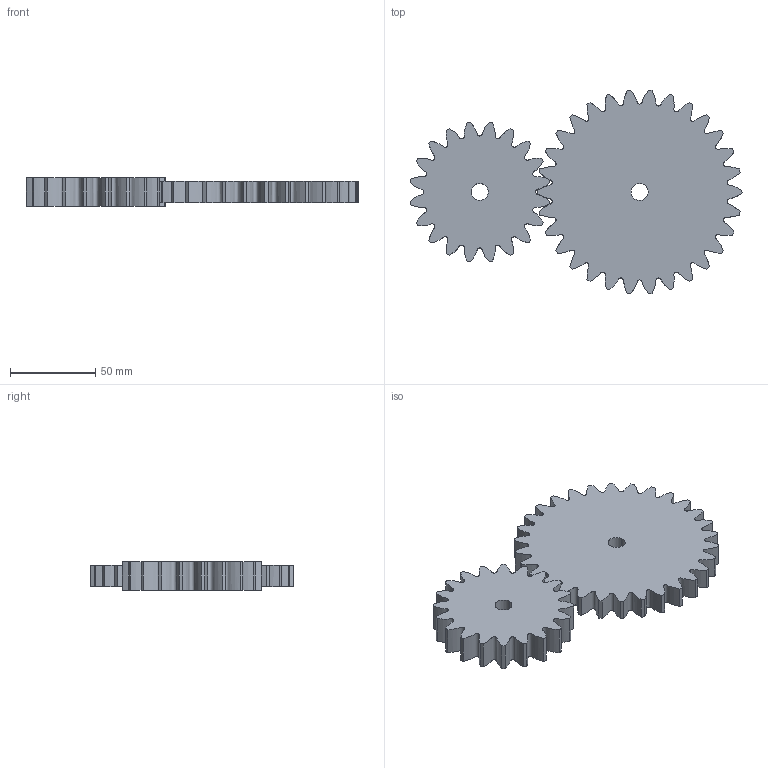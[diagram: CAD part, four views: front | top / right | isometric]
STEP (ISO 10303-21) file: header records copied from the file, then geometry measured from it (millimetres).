
FILE_DESCRIPTION (( 'STEP AP214' ), '1' );
FILE_NAME ('2.STEP', '2025-07-16T01:43:33', ( '' ), ( '' ), 'SwSTEP 2.0', 'SolidWorks 2022', '' );
FILE_SCHEMA (( 'AUTOMOTIVE_DESIGN' ));
Length unit declared in the file: millimetre
Products named in the file (3): SpurGear2_GearTrax; SpurGear1_GearTrax; 2
Assembly tree (2 placements, depth 2):
  2
    SpurGear1_GearTrax
    SpurGear2_GearTrax
Bounding box: 194.63 x 119.54 x 16.5 mm (x, y, z)
Volume: 184376.5 mm3; surface area: 44678.7 mm2
Topology: 2 solids, 2 shells, 108 faces, 312 edges, 208 vertices
Faces by surface type: cylinder 54, bspline 50, plane 4
Entity records: 13162 total; most frequent: CARTESIAN_POINT 10443, ORIENTED_EDGE 624, DIRECTION 446, EDGE_CURVE 312, VERTEX_POINT 208, AXIS2_PLACEMENT_3D 171, EDGE_LOOP 112, CIRCLE 108
